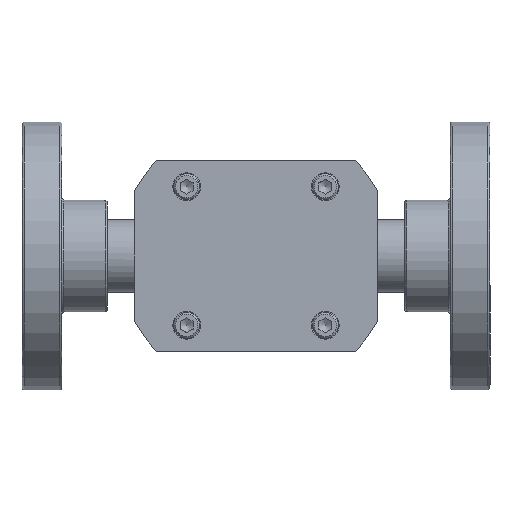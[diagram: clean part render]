
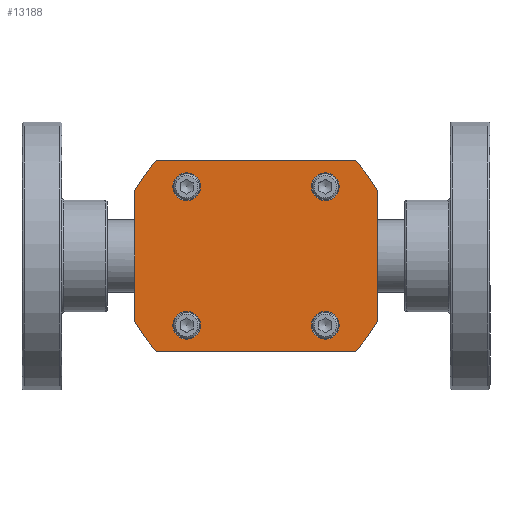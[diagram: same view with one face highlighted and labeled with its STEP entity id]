
A CAD part, front view. The second image highlights one B-rep face of the part: STEP entity #13188.
In plain terms, the highlighted planar face has unit normal (0, -1, 0).
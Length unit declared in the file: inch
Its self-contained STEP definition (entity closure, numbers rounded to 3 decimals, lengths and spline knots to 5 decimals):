
#12721=CARTESIAN_POINT('',(1.75,0.,0.94216));
#12722=VERTEX_POINT('',#12721);
#12729=CARTESIAN_POINT('',(1.75,0.,-0.94216));
#12730=VERTEX_POINT('',#12729);
#12731=CARTESIAN_POINT('',(1.75,0.,-0.94216));
#12732=DIRECTION('',(0.0,0.0,1.0));
#12733=VECTOR('',#12732,1.88431);
#12734=LINE('',#12731,#12733);
#12735=EDGE_CURVE('',#12730,#12722,#12734,.T.);
#12775=CARTESIAN_POINT('',(1.43511,0.,-1.375));
#12776=VERTEX_POINT('',#12775);
#12783=CARTESIAN_POINT('',(-1.43511,0.,-1.375));
#12784=VERTEX_POINT('',#12783);
#12785=CARTESIAN_POINT('',(-1.43511,0.,-1.375));
#12786=DIRECTION('',(1.0,0.0,0.0));
#12787=VECTOR('',#12786,2.87021);
#12788=LINE('',#12785,#12787);
#12789=EDGE_CURVE('',#12784,#12776,#12788,.T.);
#12849=CARTESIAN_POINT('',(-1.75,0.,-0.94216));
#12850=VERTEX_POINT('',#12849);
#12857=CARTESIAN_POINT('',(-1.75,0.,0.94216));
#12858=VERTEX_POINT('',#12857);
#12859=CARTESIAN_POINT('',(-1.75,0.,0.94216));
#12860=DIRECTION('',(0.0,0.0,-1.0));
#12861=VECTOR('',#12860,1.88431);
#12862=LINE('',#12859,#12861);
#12863=EDGE_CURVE('',#12858,#12850,#12862,.T.);
#12904=CARTESIAN_POINT('',(-1.,0.,0.8));
#12905=VERTEX_POINT('',#12904);
#12906=CARTESIAN_POINT('',(-1.,0.,1.));
#12907=DIRECTION('',(0.0,1.0,0.0));
#12908=DIRECTION('',(0.0,0.0,-1.0));
#12909=AXIS2_PLACEMENT_3D('',#12906,#12907,#12908);
#12910=CIRCLE('',#12909,0.2);
#12911=EDGE_CURVE('',#12905,#12905,#12910,.T.);
#12945=CARTESIAN_POINT('',(-0.8,0.,-1.));
#12946=VERTEX_POINT('',#12945);
#12947=CARTESIAN_POINT('',(-1.,0.,-1.));
#12948=DIRECTION('',(0.0,1.0,0.0));
#12949=DIRECTION('',(1.0,0.0,0.0));
#12950=AXIS2_PLACEMENT_3D('',#12947,#12948,#12949);
#12951=CIRCLE('',#12950,0.2);
#12952=EDGE_CURVE('',#12946,#12946,#12951,.T.);
#12994=CARTESIAN_POINT('',(1.,0.,-0.8));
#12995=VERTEX_POINT('',#12994);
#12996=CARTESIAN_POINT('',(1.,0.,-1.));
#12997=DIRECTION('',(0.0,1.0,0.0));
#12998=DIRECTION('',(0.0,0.0,1.0));
#12999=AXIS2_PLACEMENT_3D('',#12996,#12997,#12998);
#13000=CIRCLE('',#12999,0.2);
#13001=EDGE_CURVE('',#12995,#12995,#13000,.T.);
#13043=CARTESIAN_POINT('',(0.8,0.,1.));
#13044=VERTEX_POINT('',#13043);
#13045=CARTESIAN_POINT('',(1.,0.,1.));
#13046=DIRECTION('',(0.0,1.0,0.0));
#13047=DIRECTION('',(-1.0,0.0,0.0));
#13048=AXIS2_PLACEMENT_3D('',#13045,#13046,#13047);
#13049=CIRCLE('',#13048,0.2);
#13050=EDGE_CURVE('',#13044,#13044,#13049,.T.);
#13063=CARTESIAN_POINT('',(1.43511,0.,1.375));
#13064=VERTEX_POINT('',#13063);
#13071=CARTESIAN_POINT('',(0.0,0.0,0.0));
#13072=DIRECTION('',(0.,-1.0,0.));
#13073=DIRECTION('',(-0.722,0.,-0.692));
#13074=AXIS2_PLACEMENT_3D('',#13071,#13072,#13073);
#13075=CIRCLE('',#13074,1.9875);
#13076=EDGE_CURVE('',#12722,#13064,#13075,.T.);
#13088=CARTESIAN_POINT('',(-1.43511,0.,1.375));
#13089=VERTEX_POINT('',#13088);
#13096=CARTESIAN_POINT('',(1.43511,0.,1.375));
#13097=DIRECTION('',(-1.0,0.0,0.0));
#13098=VECTOR('',#13097,2.87021);
#13099=LINE('',#13096,#13098);
#13100=EDGE_CURVE('',#13064,#13089,#13099,.T.);
#13113=CARTESIAN_POINT('',(0.0,0.0,0.0));
#13114=DIRECTION('',(0.,-1.0,0.));
#13115=DIRECTION('',(0.881,0.,-0.474));
#13116=AXIS2_PLACEMENT_3D('',#13113,#13114,#13115);
#13117=CIRCLE('',#13116,1.9875);
#13118=EDGE_CURVE('',#13089,#12858,#13117,.T.);
#13131=CARTESIAN_POINT('',(0.0,0.0,0.0));
#13132=DIRECTION('',(0.,-1.0,0.));
#13133=DIRECTION('',(0.722,0.,0.692));
#13134=AXIS2_PLACEMENT_3D('',#13131,#13132,#13133);
#13135=CIRCLE('',#13134,1.9875);
#13136=EDGE_CURVE('',#12850,#12784,#13135,.T.);
#13149=CARTESIAN_POINT('',(0.0,0.0,0.0));
#13150=DIRECTION('',(0.,-1.,0.));
#13151=DIRECTION('',(-0.881,0.,0.474));
#13152=AXIS2_PLACEMENT_3D('',#13149,#13150,#13151);
#13153=CIRCLE('',#13152,1.9875);
#13154=EDGE_CURVE('',#12776,#12730,#13153,.T.);
#13161=CARTESIAN_POINT('',(0.,0.,0.));
#13162=DIRECTION('',(0.0,1.0,0.0));
#13163=DIRECTION('',(0.0,0.0,-1.0));
#13164=AXIS2_PLACEMENT_3D('',#13161,#13162,#13163);
#13165=PLANE('',#13164);
#13166=ORIENTED_EDGE('',*,*,#12735,.T.);
#13167=ORIENTED_EDGE('',*,*,#13076,.T.);
#13168=ORIENTED_EDGE('',*,*,#13100,.T.);
#13169=ORIENTED_EDGE('',*,*,#13118,.T.);
#13170=ORIENTED_EDGE('',*,*,#12863,.T.);
#13171=ORIENTED_EDGE('',*,*,#13136,.T.);
#13172=ORIENTED_EDGE('',*,*,#12789,.T.);
#13173=ORIENTED_EDGE('',*,*,#13154,.T.);
#13174=EDGE_LOOP('',(#13166,#13167,#13168,#13169,#13170,#13171,#13172,#13173));
#13175=FACE_OUTER_BOUND('',#13174,.T.);
#13176=ORIENTED_EDGE('',*,*,#12911,.T.);
#13177=EDGE_LOOP('',(#13176));
#13178=FACE_BOUND('',#13177,.T.);
#13179=ORIENTED_EDGE('',*,*,#12952,.T.);
#13180=EDGE_LOOP('',(#13179));
#13181=FACE_BOUND('',#13180,.T.);
#13182=ORIENTED_EDGE('',*,*,#13001,.T.);
#13183=EDGE_LOOP('',(#13182));
#13184=FACE_BOUND('',#13183,.T.);
#13185=ORIENTED_EDGE('',*,*,#13050,.T.);
#13186=EDGE_LOOP('',(#13185));
#13187=FACE_BOUND('',#13186,.T.);
#13188=ADVANCED_FACE('',(#13175,#13178,#13181,#13184,#13187),#13165,.F.);
